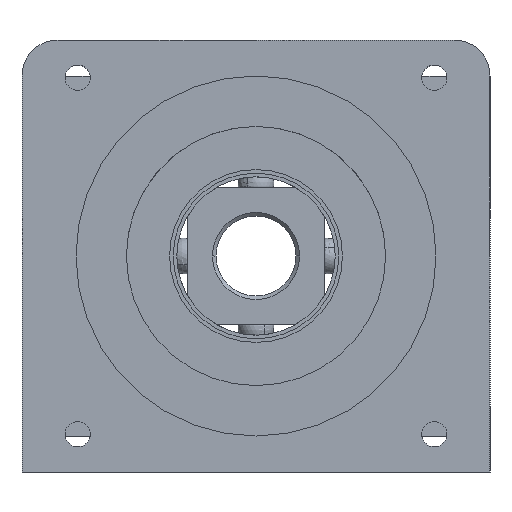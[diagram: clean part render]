
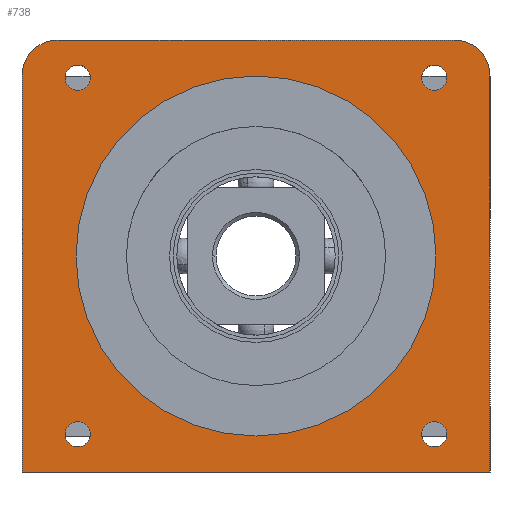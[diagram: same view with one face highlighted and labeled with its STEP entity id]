
A CAD part, left-side view. The second image highlights one B-rep face of the part: STEP entity #738.
In plain terms, the highlighted planar face has unit normal (-1, 0, 0).
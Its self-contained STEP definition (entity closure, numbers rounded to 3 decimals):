
#568=CARTESIAN_POINT('Vertex',(0.,22.999,-24.749)) ;
#571=CARTESIAN_POINT('Axis2P3D Location',(0.,24.749,-24.749)) ;
#575=CARTESIAN_POINT('Vertex',(0.,26.499,-24.749)) ;
#595=CARTESIAN_POINT('Axis2P3D Location',(0.,24.749,-24.749)) ;
#607=CARTESIAN_POINT('Axis2P3D Location',(0.,0.,0.)) ;
#612=CARTESIAN_POINT('Axis2P3D Location',(0.,-27.5,25.)) ;
#616=CARTESIAN_POINT('Vertex',(0.,-27.5,30.)) ;
#618=CARTESIAN_POINT('Vertex',(0.,-32.5,25.)) ;
#621=CARTESIAN_POINT('Line Origine',(0.,0.,30.)) ;
#625=CARTESIAN_POINT('Vertex',(0.,27.5,30.)) ;
#628=CARTESIAN_POINT('Axis2P3D Location',(0.,27.5,25.)) ;
#632=CARTESIAN_POINT('Vertex',(0.,32.5,25.)) ;
#635=CARTESIAN_POINT('Line Origine',(0.,32.5,-2.5)) ;
#639=CARTESIAN_POINT('Vertex',(0.,32.5,-30.)) ;
#642=CARTESIAN_POINT('Line Origine',(0.,0.,-30.)) ;
#646=CARTESIAN_POINT('Vertex',(0.,-32.5,-30.)) ;
#649=CARTESIAN_POINT('Line Origine',(0.,-32.5,-2.5)) ;
#662=CARTESIAN_POINT('Axis2P3D Location',(0.,0.,0.)) ;
#666=CARTESIAN_POINT('Vertex',(0.,25.,0.)) ;
#668=CARTESIAN_POINT('Vertex',(0.,-25.,0.)) ;
#671=CARTESIAN_POINT('Axis2P3D Location',(0.,0.,0.)) ;
#680=CARTESIAN_POINT('Axis2P3D Location',(0.,24.749,24.749)) ;
#684=CARTESIAN_POINT('Vertex',(0.,26.499,24.749)) ;
#686=CARTESIAN_POINT('Vertex',(0.,22.999,24.749)) ;
#689=CARTESIAN_POINT('Axis2P3D Location',(0.,24.749,24.749)) ;
#698=CARTESIAN_POINT('Axis2P3D Location',(0.,-24.749,24.749)) ;
#702=CARTESIAN_POINT('Vertex',(0.,-26.499,24.749)) ;
#704=CARTESIAN_POINT('Vertex',(0.,-22.999,24.749)) ;
#707=CARTESIAN_POINT('Axis2P3D Location',(0.,-24.749,24.749)) ;
#720=CARTESIAN_POINT('Axis2P3D Location',(0.,-24.749,-24.749)) ;
#724=CARTESIAN_POINT('Vertex',(0.,-26.499,-24.749)) ;
#726=CARTESIAN_POINT('Vertex',(0.,-22.999,-24.749)) ;
#729=CARTESIAN_POINT('Axis2P3D Location',(0.,-24.749,-24.749)) ;
#572=DIRECTION('Axis2P3D Direction',(1.,0.,0.)) ;
#596=DIRECTION('Axis2P3D Direction',(1.,0.,0.)) ;
#608=DIRECTION('Axis2P3D Direction',(1.,0.,0.)) ;
#609=DIRECTION('Axis2P3D XDirection',(0.,1.,0.)) ;
#613=DIRECTION('Axis2P3D Direction',(1.,0.,0.)) ;
#622=DIRECTION('Vector Direction',(0.,1.,0.)) ;
#629=DIRECTION('Axis2P3D Direction',(1.,0.,0.)) ;
#636=DIRECTION('Vector Direction',(0.,0.,1.)) ;
#643=DIRECTION('Vector Direction',(0.,-1.,0.)) ;
#650=DIRECTION('Vector Direction',(0.,0.,-1.)) ;
#663=DIRECTION('Axis2P3D Direction',(1.,0.,0.)) ;
#672=DIRECTION('Axis2P3D Direction',(1.,0.,0.)) ;
#681=DIRECTION('Axis2P3D Direction',(1.,0.,0.)) ;
#690=DIRECTION('Axis2P3D Direction',(1.,0.,0.)) ;
#699=DIRECTION('Axis2P3D Direction',(1.,0.,0.)) ;
#708=DIRECTION('Axis2P3D Direction',(1.,0.,0.)) ;
#721=DIRECTION('Axis2P3D Direction',(1.,0.,0.)) ;
#730=DIRECTION('Axis2P3D Direction',(1.,0.,0.)) ;
#573=AXIS2_PLACEMENT_3D('Circle Axis2P3D',#571,#572,$) ;
#597=AXIS2_PLACEMENT_3D('Circle Axis2P3D',#595,#596,$) ;
#610=AXIS2_PLACEMENT_3D('Plane Axis2P3D',#607,#608,#609) ;
#614=AXIS2_PLACEMENT_3D('Circle Axis2P3D',#612,#613,$) ;
#630=AXIS2_PLACEMENT_3D('Circle Axis2P3D',#628,#629,$) ;
#664=AXIS2_PLACEMENT_3D('Circle Axis2P3D',#662,#663,$) ;
#673=AXIS2_PLACEMENT_3D('Circle Axis2P3D',#671,#672,$) ;
#682=AXIS2_PLACEMENT_3D('Circle Axis2P3D',#680,#681,$) ;
#691=AXIS2_PLACEMENT_3D('Circle Axis2P3D',#689,#690,$) ;
#700=AXIS2_PLACEMENT_3D('Circle Axis2P3D',#698,#699,$) ;
#709=AXIS2_PLACEMENT_3D('Circle Axis2P3D',#707,#708,$) ;
#722=AXIS2_PLACEMENT_3D('Circle Axis2P3D',#720,#721,$) ;
#731=AXIS2_PLACEMENT_3D('Circle Axis2P3D',#729,#730,$) ;
#655=ORIENTED_EDGE('',*,*,#620,.F.) ;
#656=ORIENTED_EDGE('',*,*,#627,.F.) ;
#657=ORIENTED_EDGE('',*,*,#634,.F.) ;
#658=ORIENTED_EDGE('',*,*,#641,.F.) ;
#659=ORIENTED_EDGE('',*,*,#648,.F.) ;
#660=ORIENTED_EDGE('',*,*,#653,.F.) ;
#677=ORIENTED_EDGE('',*,*,#670,.F.) ;
#678=ORIENTED_EDGE('',*,*,#675,.F.) ;
#695=ORIENTED_EDGE('',*,*,#688,.T.) ;
#696=ORIENTED_EDGE('',*,*,#693,.T.) ;
#713=ORIENTED_EDGE('',*,*,#706,.T.) ;
#714=ORIENTED_EDGE('',*,*,#711,.T.) ;
#717=ORIENTED_EDGE('',*,*,#577,.T.) ;
#718=ORIENTED_EDGE('',*,*,#599,.T.) ;
#735=ORIENTED_EDGE('',*,*,#728,.T.) ;
#736=ORIENTED_EDGE('',*,*,#733,.T.) ;
#679=FACE_BOUND('',#676,.T.) ;
#697=FACE_BOUND('',#694,.T.) ;
#715=FACE_BOUND('',#712,.T.) ;
#719=FACE_BOUND('',#716,.T.) ;
#737=FACE_BOUND('',#734,.T.) ;
#623=VECTOR('Line Direction',#622,1.) ;
#637=VECTOR('Line Direction',#636,1.) ;
#644=VECTOR('Line Direction',#643,1.) ;
#651=VECTOR('Line Direction',#650,1.) ;
#738=ADVANCED_FACE('\X2\96F64EF651E04F554F53\X0\',(#661,#679,#697,#715,#719,#737),#611,.F.) ;
#574=CIRCLE('generated circle',#573,1.75) ;
#598=CIRCLE('generated circle',#597,1.75) ;
#615=CIRCLE('generated circle',#614,5.) ;
#631=CIRCLE('generated circle',#630,5.) ;
#665=CIRCLE('generated circle',#664,25.) ;
#674=CIRCLE('generated circle',#673,25.) ;
#683=CIRCLE('generated circle',#682,1.75) ;
#692=CIRCLE('generated circle',#691,1.75) ;
#701=CIRCLE('generated circle',#700,1.75) ;
#710=CIRCLE('generated circle',#709,1.75) ;
#723=CIRCLE('generated circle',#722,1.75) ;
#732=CIRCLE('generated circle',#731,1.75) ;
#577=EDGE_CURVE('',#576,#569,#574,.T.) ;
#599=EDGE_CURVE('',#569,#576,#598,.T.) ;
#620=EDGE_CURVE('',#617,#619,#615,.T.) ;
#627=EDGE_CURVE('',#626,#617,#624,.F.) ;
#634=EDGE_CURVE('',#633,#626,#631,.T.) ;
#641=EDGE_CURVE('',#640,#633,#638,.T.) ;
#648=EDGE_CURVE('',#647,#640,#645,.F.) ;
#653=EDGE_CURVE('',#619,#647,#652,.T.) ;
#670=EDGE_CURVE('',#667,#669,#665,.F.) ;
#675=EDGE_CURVE('',#669,#667,#674,.F.) ;
#688=EDGE_CURVE('',#685,#687,#683,.T.) ;
#693=EDGE_CURVE('',#687,#685,#692,.T.) ;
#706=EDGE_CURVE('',#703,#705,#701,.T.) ;
#711=EDGE_CURVE('',#705,#703,#710,.T.) ;
#728=EDGE_CURVE('',#725,#727,#723,.T.) ;
#733=EDGE_CURVE('',#727,#725,#732,.T.) ;
#654=EDGE_LOOP('',(#655,#656,#657,#658,#659,#660)) ;
#676=EDGE_LOOP('',(#677,#678)) ;
#694=EDGE_LOOP('',(#695,#696)) ;
#712=EDGE_LOOP('',(#713,#714)) ;
#716=EDGE_LOOP('',(#717,#718)) ;
#734=EDGE_LOOP('',(#735,#736)) ;
#661=FACE_OUTER_BOUND('',#654,.T.) ;
#624=LINE('Line',#621,#623) ;
#638=LINE('Line',#635,#637) ;
#645=LINE('Line',#642,#644) ;
#652=LINE('Line',#649,#651) ;
#611=PLANE('Plane',#610) ;
#569=VERTEX_POINT('',#568) ;
#576=VERTEX_POINT('',#575) ;
#617=VERTEX_POINT('',#616) ;
#619=VERTEX_POINT('',#618) ;
#626=VERTEX_POINT('',#625) ;
#633=VERTEX_POINT('',#632) ;
#640=VERTEX_POINT('',#639) ;
#647=VERTEX_POINT('',#646) ;
#667=VERTEX_POINT('',#666) ;
#669=VERTEX_POINT('',#668) ;
#685=VERTEX_POINT('',#684) ;
#687=VERTEX_POINT('',#686) ;
#703=VERTEX_POINT('',#702) ;
#705=VERTEX_POINT('',#704) ;
#725=VERTEX_POINT('',#724) ;
#727=VERTEX_POINT('',#726) ;
